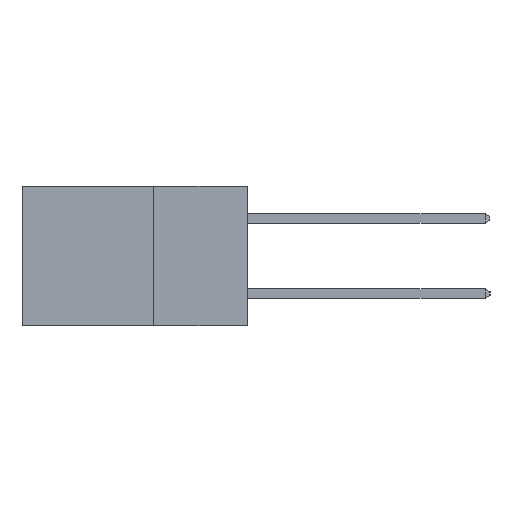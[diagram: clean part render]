
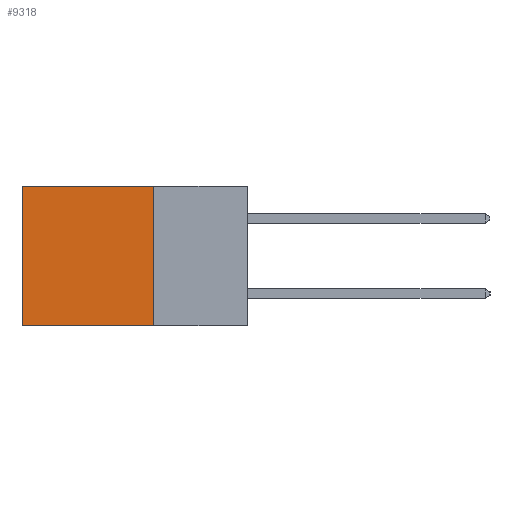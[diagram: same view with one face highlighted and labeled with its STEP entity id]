
A CAD part, left-side view. The second image highlights one B-rep face of the part: STEP entity #9318.
In plain terms, the highlighted planar face has unit normal (-1, 0, 0).
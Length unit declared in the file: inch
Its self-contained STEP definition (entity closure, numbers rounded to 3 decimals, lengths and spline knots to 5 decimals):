
#237 = ORIENTED_EDGE ( 'NONE', *, *, #6796, .T. ) ;
#305 = CARTESIAN_POINT ( 'NONE',  ( 0.2615, 0.6, 0. ) ) ;
#493 = VECTOR ( 'NONE', #3298, 39.37008 ) ;
#864 = VECTOR ( 'NONE', #1900, 39.37008 ) ;
#1798 = DIRECTION ( 'NONE',  ( 0., 0., -1. ) ) ;
#1900 = DIRECTION ( 'NONE',  ( 0., 0., -1. ) ) ;
#3030 = DIRECTION ( 'NONE',  ( 0., 0., -1. ) ) ;
#3120 = LINE ( 'NONE', #7088, #493 ) ;
#3298 = DIRECTION ( 'NONE',  ( 0., 1., 0. ) ) ;
#3546 = ORIENTED_EDGE ( 'NONE', *, *, #10942, .F. ) ;
#3733 = LINE ( 'NONE', #5185, #8400 ) ;
#4235 = ORIENTED_EDGE ( 'NONE', *, *, #4435, .F. ) ;
#4435 = EDGE_CURVE ( 'NONE', #5062, #9964, #8454, .T. ) ;
#4723 = CARTESIAN_POINT ( 'NONE',  ( 0.2615, 0.25, -0.37 ) ) ;
#4876 = ORIENTED_EDGE ( 'NONE', *, *, #9531, .T. ) ;
#4885 = CARTESIAN_POINT ( 'NONE',  ( 0.2615, 0.6, -0.37 ) ) ;
#5062 = VERTEX_POINT ( 'NONE', #12134 ) ;
#5166 = VERTEX_POINT ( 'NONE', #7871 ) ;
#5185 = CARTESIAN_POINT ( 'NONE',  ( 0.2615, 0.25, 0. ) ) ;
#6544 = AXIS2_PLACEMENT_3D ( 'NONE', #12130, #7518, #1798 ) ;
#6796 = EDGE_CURVE ( 'NONE', #5062, #9026, #3733, .T. ) ;
#7088 = CARTESIAN_POINT ( 'NONE',  ( 0.2615, 0.25, -0.37 ) ) ;
#7518 = DIRECTION ( 'NONE',  ( 1., 0., 0. ) ) ;
#7871 = CARTESIAN_POINT ( 'NONE',  ( 0.2615, 0.6, -0.37 ) ) ;
#8021 = DIRECTION ( 'NONE',  ( 0., 1., 0. ) ) ;
#8400 = VECTOR ( 'NONE', #8021, 39.37008 ) ;
#8454 = LINE ( 'NONE', #4723, #864 ) ;
#8735 = VECTOR ( 'NONE', #3030, 39.37008 ) ;
#9020 = LINE ( 'NONE', #4885, #8735 ) ;
#9026 = VERTEX_POINT ( 'NONE', #305 ) ;
#9318 = ADVANCED_FACE ( 'NONE', ( #11105 ), #11217, .F. ) ;
#9531 = EDGE_CURVE ( 'NONE', #9026, #5166, #9020, .T. ) ;
#9964 = VERTEX_POINT ( 'NONE', #11161 ) ;
#10942 = EDGE_CURVE ( 'NONE', #9964, #5166, #3120, .T. ) ;
#11105 = FACE_OUTER_BOUND ( 'NONE', #11403, .T. ) ;
#11161 = CARTESIAN_POINT ( 'NONE',  ( 0.2615, 0.25, -0.37 ) ) ;
#11217 = PLANE ( 'NONE',  #6544 ) ;
#11403 = EDGE_LOOP ( 'NONE', ( #4876, #3546, #4235, #237 ) ) ;
#12130 = CARTESIAN_POINT ( 'NONE',  ( 0.2615, 0.25, -0.37 ) ) ;
#12134 = CARTESIAN_POINT ( 'NONE',  ( 0.2615, 0.25, 0. ) ) ;
